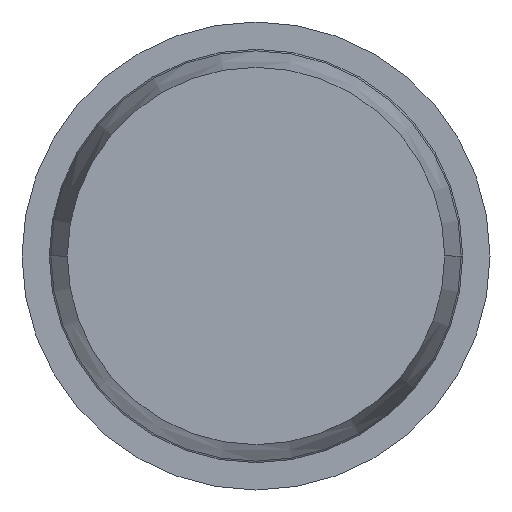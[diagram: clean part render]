
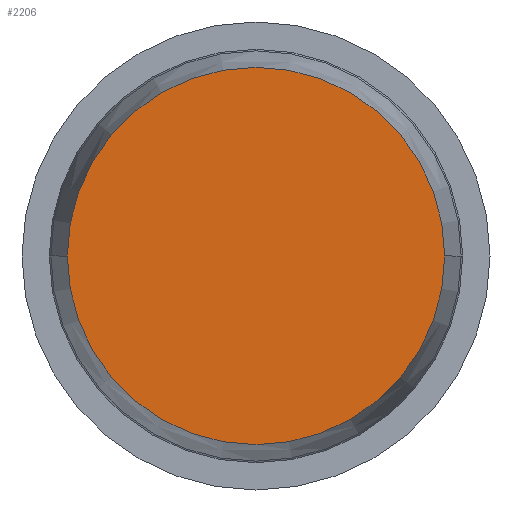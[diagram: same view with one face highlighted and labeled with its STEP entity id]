
A CAD part, front view. The second image highlights one B-rep face of the part: STEP entity #2206.
In plain terms, the highlighted planar face has unit normal (0, -1, 0).
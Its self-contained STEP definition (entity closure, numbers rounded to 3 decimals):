
#127 = DIRECTION ( 'NONE',  ( 1., 0., 0. ) ) ;
#346 = DIRECTION ( 'NONE',  ( 0., -1., 0. ) ) ;
#547 = AXIS2_PLACEMENT_3D ( 'NONE', #3637, #2208, #1512 ) ;
#607 = CIRCLE ( 'NONE', #3366, 1.209 ) ;
#986 = EDGE_CURVE ( 'Defeature ausgef�hrt1_2+Defeature ausgef�hrt1_11+Defeature ausgef�hrt1_11+Defeature ausgef�hrt1_11', #995, #2008, #607, .T. ) ;
#995 = VERTEX_POINT ( 'NONE', #2460 ) ;
#1072 = ORIENTED_EDGE ( 'NONE', *, *, #2072, .T. ) ;
#1512 = DIRECTION ( 'NONE',  ( 1., 0., 0. ) ) ;
#2008 = VERTEX_POINT ( 'NONE', #4211 ) ;
#2072 = EDGE_CURVE ( 'Defeature ausgef�hrt1_2+Defeature ausgef�hrt1_11+Defeature ausgef�hrt1_11+Defeature ausgef�hrt1_11', #2008, #995, #2731, .T. ) ;
#2206 = ADVANCED_FACE ( 'Defeature ausgef�hrt1_2', ( #4176 ), #2577, .T. ) ;
#2208 = DIRECTION ( 'NONE',  ( 0., -1., 0. ) ) ;
#2442 = CARTESIAN_POINT ( 'NONE',  ( 0., -19., 0. ) ) ;
#2460 = CARTESIAN_POINT ( 'NONE',  ( -1.209, -19., 0. ) ) ;
#2577 = PLANE ( 'NONE',  #547 ) ;
#2581 = DIRECTION ( 'NONE',  ( 0., -1., 0. ) ) ;
#2731 = CIRCLE ( 'NONE', #3788, 1.209 ) ;
#2785 = DIRECTION ( 'NONE',  ( 1., 0., 0. ) ) ;
#2954 = EDGE_LOOP ( 'NONE', ( #4175, #1072 ) ) ;
#3255 = CARTESIAN_POINT ( 'NONE',  ( 0., -19., 0. ) ) ;
#3366 = AXIS2_PLACEMENT_3D ( 'NONE', #2442, #346, #2785 ) ;
#3637 = CARTESIAN_POINT ( 'NONE',  ( 0., -19., 0. ) ) ;
#3788 = AXIS2_PLACEMENT_3D ( 'NONE', #3255, #2581, #127 ) ;
#4175 = ORIENTED_EDGE ( 'NONE', *, *, #986, .T. ) ;
#4176 = FACE_OUTER_BOUND ( 'NONE', #2954, .T. ) ;
#4211 = CARTESIAN_POINT ( 'NONE',  ( 1.209, -19., 0. ) ) ;
